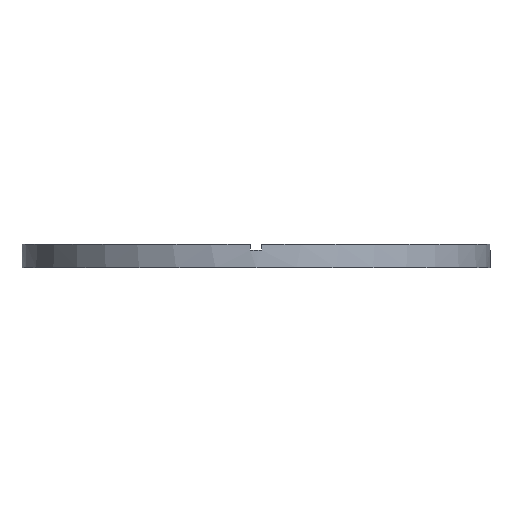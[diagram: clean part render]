
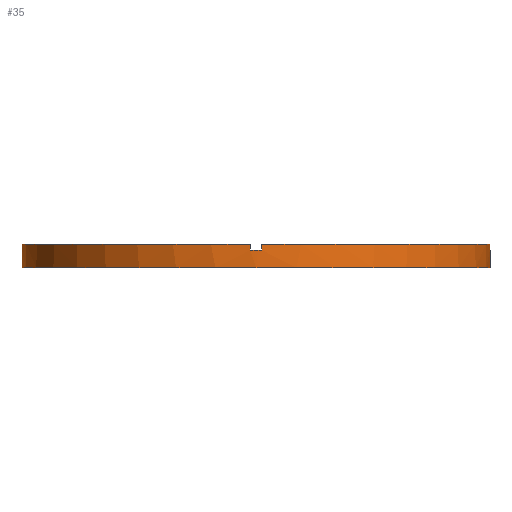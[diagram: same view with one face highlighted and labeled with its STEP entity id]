
A CAD part, front view. The second image highlights one B-rep face of the part: STEP entity #35.
In plain terms, the highlighted cylindrical face has radius 40 mm (diameter 80 mm), a partial arc.
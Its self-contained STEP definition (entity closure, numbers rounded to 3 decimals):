
#2 = CIRCLE ( 'NONE', #122, 40. ) ;
#3 = AXIS2_PLACEMENT_3D ( 'NONE', #463, #532, #585 ) ;
#4 = EDGE_CURVE ( 'NONE', #583, #397, #297, .T. ) ;
#5 = DIRECTION ( 'NONE',  ( 1., 0., 0. ) ) ;
#7 = CARTESIAN_POINT ( 'NONE',  ( -39.987, -1., 4. ) ) ;
#9 = CARTESIAN_POINT ( 'NONE',  ( -1., -39.987, 4. ) ) ;
#12 = CARTESIAN_POINT ( 'NONE',  ( 0., 0., 3. ) ) ;
#23 = CIRCLE ( 'NONE', #3, 40. ) ;
#35 = ADVANCED_FACE ( 'NONE', ( #49 ), #322, .T. ) ;
#48 = EDGE_LOOP ( 'NONE', ( #314, #578, #214, #633, #566, #587, #293, #296, #568, #406, #141, #368 ) ) ;
#49 = FACE_OUTER_BOUND ( 'NONE', #48, .T. ) ;
#51 = VERTEX_POINT ( 'NONE', #69 ) ;
#56 = DIRECTION ( 'NONE',  ( 0., 0., 1. ) ) ;
#69 = CARTESIAN_POINT ( 'NONE',  ( 1., -39.987, 3. ) ) ;
#78 = CARTESIAN_POINT ( 'NONE',  ( 40., 0., 3. ) ) ;
#102 = DIRECTION ( 'NONE',  ( 0., 0., 1. ) ) ;
#113 = DIRECTION ( 'NONE',  ( 0., 0., 1. ) ) ;
#120 = VERTEX_POINT ( 'NONE', #225 ) ;
#122 = AXIS2_PLACEMENT_3D ( 'NONE', #12, #441, #497 ) ;
#123 = VERTEX_POINT ( 'NONE', #517 ) ;
#124 = DIRECTION ( 'NONE',  ( -1., 0., 0. ) ) ;
#125 = CIRCLE ( 'NONE', #673, 40. ) ;
#126 = EDGE_CURVE ( 'NONE', #763, #123, #268, .T. ) ;
#138 = DIRECTION ( 'NONE',  ( 0., 0., -1. ) ) ;
#141 = ORIENTED_EDGE ( 'NONE', *, *, #720, .T. ) ;
#153 = VERTEX_POINT ( 'NONE', #569 ) ;
#157 = CARTESIAN_POINT ( 'NONE',  ( 1., -39.987, 4. ) ) ;
#160 = CARTESIAN_POINT ( 'NONE',  ( -39.987, -1., 4. ) ) ;
#177 = AXIS2_PLACEMENT_3D ( 'NONE', #283, #342, #124 ) ;
#185 = EDGE_CURVE ( 'NONE', #749, #397, #23, .T. ) ;
#208 = CARTESIAN_POINT ( 'NONE',  ( -1., -39.987, 3. ) ) ;
#214 = ORIENTED_EDGE ( 'NONE', *, *, #625, .T. ) ;
#224 = DIRECTION ( 'NONE',  ( 0., 0., -1. ) ) ;
#225 = CARTESIAN_POINT ( 'NONE',  ( -39.987, -1., 3. ) ) ;
#251 = EDGE_CURVE ( 'NONE', #473, #359, #545, .T. ) ;
#268 = CIRCLE ( 'NONE', #745, 40. ) ;
#283 = CARTESIAN_POINT ( 'NONE',  ( 0., 0., 4. ) ) ;
#284 = CARTESIAN_POINT ( 'NONE',  ( 40., 0., 0. ) ) ;
#293 = ORIENTED_EDGE ( 'NONE', *, *, #4, .T. ) ;
#296 = ORIENTED_EDGE ( 'NONE', *, *, #185, .F. ) ;
#297 = LINE ( 'NONE', #9, #579 ) ;
#312 = AXIS2_PLACEMENT_3D ( 'NONE', #542, #113, #451 ) ;
#314 = ORIENTED_EDGE ( 'NONE', *, *, #423, .F. ) ;
#316 = CARTESIAN_POINT ( 'NONE',  ( 0., 0., 4. ) ) ;
#322 = CYLINDRICAL_SURFACE ( 'NONE', #177, 40. ) ;
#330 = EDGE_CURVE ( 'NONE', #749, #120, #487, .T. ) ;
#332 = CARTESIAN_POINT ( 'NONE',  ( -40., 0., 4. ) ) ;
#342 = DIRECTION ( 'NONE',  ( 0., 0., -1. ) ) ;
#343 = LINE ( 'NONE', #332, #605 ) ;
#348 = DIRECTION ( 'NONE',  ( 0., 0., 1. ) ) ;
#357 = CARTESIAN_POINT ( 'NONE',  ( 0., 0., 3. ) ) ;
#359 = VERTEX_POINT ( 'NONE', #284 ) ;
#368 = ORIENTED_EDGE ( 'NONE', *, *, #251, .T. ) ;
#377 = EDGE_CURVE ( 'NONE', #583, #51, #499, .T. ) ;
#390 = LINE ( 'NONE', #505, #408 ) ;
#397 = VERTEX_POINT ( 'NONE', #710 ) ;
#406 = ORIENTED_EDGE ( 'NONE', *, *, #551, .F. ) ;
#408 = VECTOR ( 'NONE', #138, 1000. ) ;
#416 = VECTOR ( 'NONE', #529, 1000. ) ;
#423 = EDGE_CURVE ( 'NONE', #514, #359, #754, .T. ) ;
#441 = DIRECTION ( 'NONE',  ( 0., 0., 1. ) ) ;
#451 = DIRECTION ( 'NONE',  ( 1., 0., 0. ) ) ;
#460 = EDGE_CURVE ( 'NONE', #153, #514, #2, .T. ) ;
#463 = CARTESIAN_POINT ( 'NONE',  ( 0., 0., 4. ) ) ;
#473 = VERTEX_POINT ( 'NONE', #546 ) ;
#486 = AXIS2_PLACEMENT_3D ( 'NONE', #357, #348, #596 ) ;
#487 = LINE ( 'NONE', #7, #774 ) ;
#497 = DIRECTION ( 'NONE',  ( 1., 0., 0. ) ) ;
#499 = CIRCLE ( 'NONE', #486, 40. ) ;
#505 = CARTESIAN_POINT ( 'NONE',  ( 1., -39.987, 4. ) ) ;
#514 = VERTEX_POINT ( 'NONE', #78 ) ;
#517 = CARTESIAN_POINT ( 'NONE',  ( 39.987, -1., 4. ) ) ;
#529 = DIRECTION ( 'NONE',  ( 0., 0., 1. ) ) ;
#532 = DIRECTION ( 'NONE',  ( 0., 0., 1. ) ) ;
#534 = DIRECTION ( 'NONE',  ( 1., 0., 0. ) ) ;
#542 = CARTESIAN_POINT ( 'NONE',  ( 0., 0., 0. ) ) ;
#545 = CIRCLE ( 'NONE', #312, 40. ) ;
#546 = CARTESIAN_POINT ( 'NONE',  ( -40., 0., 0. ) ) ;
#551 = EDGE_CURVE ( 'NONE', #769, #120, #125, .T. ) ;
#566 = ORIENTED_EDGE ( 'NONE', *, *, #619, .T. ) ;
#568 = ORIENTED_EDGE ( 'NONE', *, *, #330, .T. ) ;
#569 = CARTESIAN_POINT ( 'NONE',  ( 39.987, -1., 3. ) ) ;
#578 = ORIENTED_EDGE ( 'NONE', *, *, #460, .F. ) ;
#579 = VECTOR ( 'NONE', #56, 1000. ) ;
#583 = VERTEX_POINT ( 'NONE', #208 ) ;
#585 = DIRECTION ( 'NONE',  ( 1., 0., 0. ) ) ;
#587 = ORIENTED_EDGE ( 'NONE', *, *, #377, .F. ) ;
#596 = DIRECTION ( 'NONE',  ( 1., 0., 0. ) ) ;
#605 = VECTOR ( 'NONE', #641, 1000. ) ;
#611 = CARTESIAN_POINT ( 'NONE',  ( 0., 0., 3. ) ) ;
#619 = EDGE_CURVE ( 'NONE', #763, #51, #390, .T. ) ;
#625 = EDGE_CURVE ( 'NONE', #153, #123, #664, .T. ) ;
#633 = ORIENTED_EDGE ( 'NONE', *, *, #126, .F. ) ;
#641 = DIRECTION ( 'NONE',  ( 0., 0., -1. ) ) ;
#664 = LINE ( 'NONE', #695, #416 ) ;
#673 = AXIS2_PLACEMENT_3D ( 'NONE', #611, #102, #5 ) ;
#686 = CARTESIAN_POINT ( 'NONE',  ( 40., 0., 4. ) ) ;
#695 = CARTESIAN_POINT ( 'NONE',  ( 39.987, -1., 4. ) ) ;
#710 = CARTESIAN_POINT ( 'NONE',  ( -1., -39.987, 4. ) ) ;
#720 = EDGE_CURVE ( 'NONE', #769, #473, #343, .T. ) ;
#744 = DIRECTION ( 'NONE',  ( 0., 0., -1. ) ) ;
#745 = AXIS2_PLACEMENT_3D ( 'NONE', #316, #750, #534 ) ;
#749 = VERTEX_POINT ( 'NONE', #160 ) ;
#750 = DIRECTION ( 'NONE',  ( 0., 0., 1. ) ) ;
#754 = LINE ( 'NONE', #686, #761 ) ;
#761 = VECTOR ( 'NONE', #744, 1000. ) ;
#763 = VERTEX_POINT ( 'NONE', #157 ) ;
#769 = VERTEX_POINT ( 'NONE', #772 ) ;
#772 = CARTESIAN_POINT ( 'NONE',  ( -40., 0., 3. ) ) ;
#774 = VECTOR ( 'NONE', #224, 1000. ) ;
